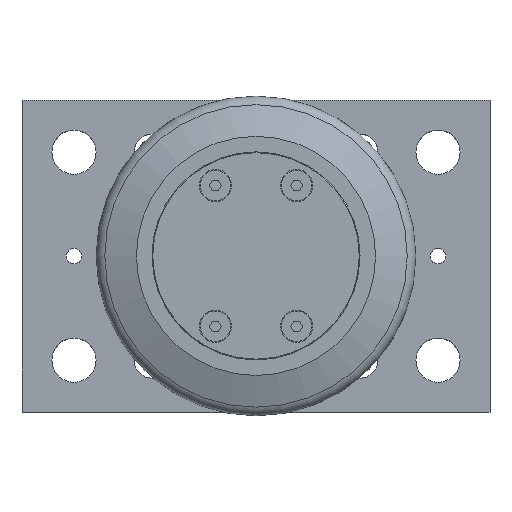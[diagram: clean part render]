
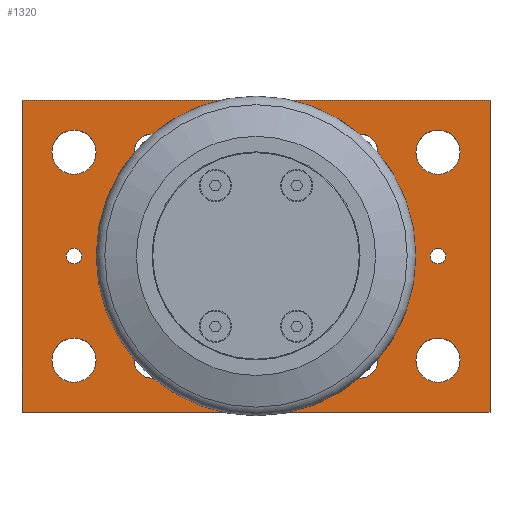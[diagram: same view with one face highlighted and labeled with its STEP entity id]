
A CAD part, top view. The second image highlights one B-rep face of the part: STEP entity #1320.
In plain terms, the highlighted planar face has unit normal (0, 0, 1).
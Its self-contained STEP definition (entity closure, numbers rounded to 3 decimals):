
#37=FACE_BOUND('',#298,.T.);
#38=FACE_BOUND('',#299,.T.);
#39=FACE_BOUND('',#300,.T.);
#40=FACE_BOUND('',#301,.T.);
#41=FACE_BOUND('',#302,.T.);
#42=FACE_BOUND('',#303,.T.);
#43=FACE_BOUND('',#304,.T.);
#44=FACE_BOUND('',#305,.T.);
#45=FACE_BOUND('',#306,.T.);
#46=FACE_BOUND('',#307,.T.);
#47=FACE_BOUND('',#308,.T.);
#104=CIRCLE('',#1459,39.5);
#105=CIRCLE('',#1461,6.918);
#106=CIRCLE('',#1462,6.918);
#107=CIRCLE('',#1463,6.918);
#108=CIRCLE('',#1464,6.918);
#109=CIRCLE('',#1465,6.918);
#110=CIRCLE('',#1466,6.918);
#111=CIRCLE('',#1467,6.918);
#112=CIRCLE('',#1468,6.918);
#113=CIRCLE('',#1469,8.5);
#114=CIRCLE('',#1470,8.5);
#115=CIRCLE('',#1471,8.5);
#116=CIRCLE('',#1472,8.5);
#117=CIRCLE('',#1473,3.);
#118=CIRCLE('',#1474,3.);
#208=FACE_OUTER_BOUND('',#297,.T.);
#297=EDGE_LOOP('',(#1123,#1124,#1125,#1126));
#298=EDGE_LOOP('',(#1127,#1128));
#299=EDGE_LOOP('',(#1129,#1130));
#300=EDGE_LOOP('',(#1131,#1132));
#301=EDGE_LOOP('',(#1133,#1134));
#302=EDGE_LOOP('',(#1135));
#303=EDGE_LOOP('',(#1136));
#304=EDGE_LOOP('',(#1137));
#305=EDGE_LOOP('',(#1138));
#306=EDGE_LOOP('',(#1139));
#307=EDGE_LOOP('',(#1140));
#308=EDGE_LOOP('',(#1141));
#421=LINE('',#2213,#530);
#422=LINE('',#2215,#531);
#423=LINE('',#2217,#532);
#424=LINE('',#2218,#533);
#530=VECTOR('',#1799,10.);
#531=VECTOR('',#1800,10.);
#532=VECTOR('',#1801,10.);
#533=VECTOR('',#1802,10.);
#643=VERTEX_POINT('',#2207);
#644=VERTEX_POINT('',#2211);
#645=VERTEX_POINT('',#2212);
#646=VERTEX_POINT('',#2214);
#647=VERTEX_POINT('',#2216);
#648=VERTEX_POINT('',#2219);
#649=VERTEX_POINT('',#2220);
#650=VERTEX_POINT('',#2223);
#651=VERTEX_POINT('',#2224);
#652=VERTEX_POINT('',#2227);
#653=VERTEX_POINT('',#2228);
#654=VERTEX_POINT('',#2231);
#655=VERTEX_POINT('',#2232);
#656=VERTEX_POINT('',#2235);
#657=VERTEX_POINT('',#2237);
#658=VERTEX_POINT('',#2239);
#659=VERTEX_POINT('',#2241);
#660=VERTEX_POINT('',#2243);
#661=VERTEX_POINT('',#2245);
#809=EDGE_CURVE('',#643,#643,#104,.T.);
#810=EDGE_CURVE('',#644,#645,#421,.T.);
#811=EDGE_CURVE('',#646,#644,#422,.T.);
#812=EDGE_CURVE('',#647,#646,#423,.T.);
#813=EDGE_CURVE('',#645,#647,#424,.T.);
#814=EDGE_CURVE('',#648,#649,#105,.T.);
#815=EDGE_CURVE('',#649,#648,#106,.T.);
#816=EDGE_CURVE('',#650,#651,#107,.T.);
#817=EDGE_CURVE('',#651,#650,#108,.T.);
#818=EDGE_CURVE('',#652,#653,#109,.T.);
#819=EDGE_CURVE('',#653,#652,#110,.T.);
#820=EDGE_CURVE('',#654,#655,#111,.T.);
#821=EDGE_CURVE('',#655,#654,#112,.T.);
#822=EDGE_CURVE('',#656,#656,#113,.T.);
#823=EDGE_CURVE('',#657,#657,#114,.T.);
#824=EDGE_CURVE('',#658,#658,#115,.T.);
#825=EDGE_CURVE('',#659,#659,#116,.T.);
#826=EDGE_CURVE('',#660,#660,#117,.T.);
#827=EDGE_CURVE('',#661,#661,#118,.T.);
#1123=ORIENTED_EDGE('',*,*,#810,.F.);
#1124=ORIENTED_EDGE('',*,*,#811,.F.);
#1125=ORIENTED_EDGE('',*,*,#812,.F.);
#1126=ORIENTED_EDGE('',*,*,#813,.F.);
#1127=ORIENTED_EDGE('',*,*,#814,.T.);
#1128=ORIENTED_EDGE('',*,*,#815,.T.);
#1129=ORIENTED_EDGE('',*,*,#816,.T.);
#1130=ORIENTED_EDGE('',*,*,#817,.T.);
#1131=ORIENTED_EDGE('',*,*,#818,.T.);
#1132=ORIENTED_EDGE('',*,*,#819,.T.);
#1133=ORIENTED_EDGE('',*,*,#820,.T.);
#1134=ORIENTED_EDGE('',*,*,#821,.T.);
#1135=ORIENTED_EDGE('',*,*,#822,.T.);
#1136=ORIENTED_EDGE('',*,*,#823,.T.);
#1137=ORIENTED_EDGE('',*,*,#824,.T.);
#1138=ORIENTED_EDGE('',*,*,#825,.T.);
#1139=ORIENTED_EDGE('',*,*,#826,.T.);
#1140=ORIENTED_EDGE('',*,*,#827,.T.);
#1141=ORIENTED_EDGE('',*,*,#809,.T.);
#1256=PLANE('',#1460);
#1320=ADVANCED_FACE('',(#208,#37,#38,#39,#40,#41,#42,#43,#44,#45,#46,#47),
#1256,.T.);
#1459=AXIS2_PLACEMENT_3D('',#2209,#1795,#1796);
#1460=AXIS2_PLACEMENT_3D('',#2210,#1797,#1798);
#1461=AXIS2_PLACEMENT_3D('',#2221,#1803,#1804);
#1462=AXIS2_PLACEMENT_3D('',#2222,#1805,#1806);
#1463=AXIS2_PLACEMENT_3D('',#2225,#1807,#1808);
#1464=AXIS2_PLACEMENT_3D('',#2226,#1809,#1810);
#1465=AXIS2_PLACEMENT_3D('',#2229,#1811,#1812);
#1466=AXIS2_PLACEMENT_3D('',#2230,#1813,#1814);
#1467=AXIS2_PLACEMENT_3D('',#2233,#1815,#1816);
#1468=AXIS2_PLACEMENT_3D('',#2234,#1817,#1818);
#1469=AXIS2_PLACEMENT_3D('',#2236,#1819,#1820);
#1470=AXIS2_PLACEMENT_3D('',#2238,#1821,#1822);
#1471=AXIS2_PLACEMENT_3D('',#2240,#1823,#1824);
#1472=AXIS2_PLACEMENT_3D('',#2242,#1825,#1826);
#1473=AXIS2_PLACEMENT_3D('',#2244,#1827,#1828);
#1474=AXIS2_PLACEMENT_3D('',#2246,#1829,#1830);
#1795=DIRECTION('center_axis',(0.,0.,-1.));
#1796=DIRECTION('ref_axis',(0.,1.,0.));
#1797=DIRECTION('center_axis',(0.,0.,1.));
#1798=DIRECTION('ref_axis',(1.,0.,0.));
#1799=DIRECTION('',(0.,1.,0.));
#1800=DIRECTION('',(-1.,0.,0.));
#1801=DIRECTION('',(0.,-1.,0.));
#1802=DIRECTION('',(1.,0.,0.));
#1803=DIRECTION('center_axis',(0.,0.,-1.));
#1804=DIRECTION('ref_axis',(1.,0.,0.));
#1805=DIRECTION('center_axis',(0.,0.,-1.));
#1806=DIRECTION('ref_axis',(1.,0.,0.));
#1807=DIRECTION('center_axis',(0.,0.,-1.));
#1808=DIRECTION('ref_axis',(1.,0.,0.));
#1809=DIRECTION('center_axis',(0.,0.,-1.));
#1810=DIRECTION('ref_axis',(1.,0.,0.));
#1811=DIRECTION('center_axis',(0.,0.,-1.));
#1812=DIRECTION('ref_axis',(1.,0.,0.));
#1813=DIRECTION('center_axis',(0.,0.,-1.));
#1814=DIRECTION('ref_axis',(1.,0.,0.));
#1815=DIRECTION('center_axis',(0.,0.,-1.));
#1816=DIRECTION('ref_axis',(1.,0.,0.));
#1817=DIRECTION('center_axis',(0.,0.,-1.));
#1818=DIRECTION('ref_axis',(1.,0.,0.));
#1819=DIRECTION('center_axis',(0.,0.,-1.));
#1820=DIRECTION('ref_axis',(-1.,0.,0.));
#1821=DIRECTION('center_axis',(0.,0.,-1.));
#1822=DIRECTION('ref_axis',(-1.,0.,0.));
#1823=DIRECTION('center_axis',(0.,0.,-1.));
#1824=DIRECTION('ref_axis',(-1.,0.,0.));
#1825=DIRECTION('center_axis',(0.,0.,-1.));
#1826=DIRECTION('ref_axis',(-1.,0.,0.));
#1827=DIRECTION('center_axis',(0.,0.,-1.));
#1828=DIRECTION('ref_axis',(-1.,0.,0.));
#1829=DIRECTION('center_axis',(0.,0.,-1.));
#1830=DIRECTION('ref_axis',(-1.,0.,0.));
#2207=CARTESIAN_POINT('',(90.,20.5,20.));
#2209=CARTESIAN_POINT('Origin',(90.,60.,20.));
#2210=CARTESIAN_POINT('Origin',(90.,60.,20.));
#2211=CARTESIAN_POINT('',(0.,0.,20.));
#2212=CARTESIAN_POINT('',(0.,120.,20.));
#2213=CARTESIAN_POINT('',(0.,120.,20.));
#2214=CARTESIAN_POINT('',(180.,0.,20.));
#2215=CARTESIAN_POINT('',(0.,0.,20.));
#2216=CARTESIAN_POINT('',(180.,120.,20.));
#2217=CARTESIAN_POINT('',(180.,0.,20.));
#2218=CARTESIAN_POINT('',(180.,120.,20.));
#2219=CARTESIAN_POINT('',(56.918,20.,20.));
#2220=CARTESIAN_POINT('',(43.083,20.,20.));
#2221=CARTESIAN_POINT('Origin',(50.,20.,20.));
#2222=CARTESIAN_POINT('Origin',(50.,20.,20.));
#2223=CARTESIAN_POINT('',(136.918,20.,20.));
#2224=CARTESIAN_POINT('',(123.083,20.,20.));
#2225=CARTESIAN_POINT('Origin',(130.,20.,20.));
#2226=CARTESIAN_POINT('Origin',(130.,20.,20.));
#2227=CARTESIAN_POINT('',(136.918,100.,20.));
#2228=CARTESIAN_POINT('',(123.083,100.,20.));
#2229=CARTESIAN_POINT('Origin',(130.,100.,20.));
#2230=CARTESIAN_POINT('Origin',(130.,100.,20.));
#2231=CARTESIAN_POINT('',(56.918,100.,20.));
#2232=CARTESIAN_POINT('',(43.083,100.,20.));
#2233=CARTESIAN_POINT('Origin',(50.,100.,20.));
#2234=CARTESIAN_POINT('Origin',(50.,100.,20.));
#2235=CARTESIAN_POINT('',(28.5,20.,20.));
#2236=CARTESIAN_POINT('Origin',(20.,20.,20.));
#2237=CARTESIAN_POINT('',(28.5,100.,20.));
#2238=CARTESIAN_POINT('Origin',(20.,100.,20.));
#2239=CARTESIAN_POINT('',(168.5,20.,20.));
#2240=CARTESIAN_POINT('Origin',(160.,20.,20.));
#2241=CARTESIAN_POINT('',(168.5,100.,20.));
#2242=CARTESIAN_POINT('Origin',(160.,100.,20.));
#2243=CARTESIAN_POINT('',(163.,60.,20.));
#2244=CARTESIAN_POINT('Origin',(160.,60.,20.));
#2245=CARTESIAN_POINT('',(23.,60.,20.));
#2246=CARTESIAN_POINT('Origin',(20.,60.,20.));
